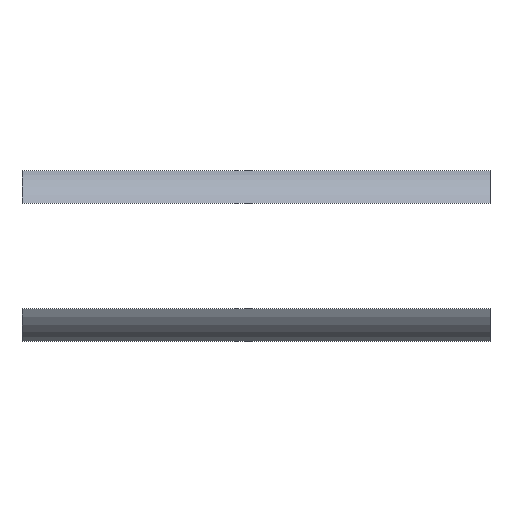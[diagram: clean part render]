
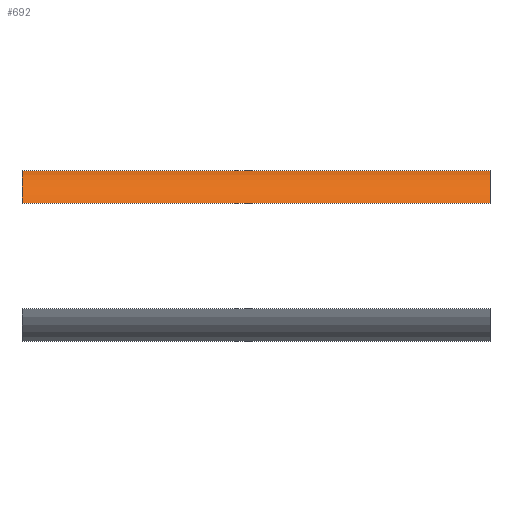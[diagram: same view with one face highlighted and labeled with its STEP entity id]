
A CAD part, front view. The second image highlights one B-rep face of the part: STEP entity #692.
In plain terms, the highlighted cylindrical face has radius 55 mm (diameter 110 mm), a partial arc.
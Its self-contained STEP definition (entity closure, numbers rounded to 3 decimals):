
#68=FACE_OUTER_BOUND('',#116,.T.);
#116=EDGE_LOOP('',(#505,#506,#507,#508));
#168=LINE('',#1095,#232);
#169=LINE('',#1101,#233);
#232=VECTOR('',#869,10.);
#233=VECTOR('',#876,10.);
#289=CIRCLE('',#766,55.);
#290=CIRCLE('',#767,55.);
#326=VERTEX_POINT('',#1089);
#328=VERTEX_POINT('',#1093);
#329=VERTEX_POINT('',#1097);
#330=VERTEX_POINT('',#1099);
#396=EDGE_CURVE('',#326,#328,#168,.T.);
#397=EDGE_CURVE('',#326,#329,#289,.T.);
#398=EDGE_CURVE('',#330,#328,#290,.T.);
#399=EDGE_CURVE('',#329,#330,#169,.T.);
#505=ORIENTED_EDGE('',*,*,#397,.F.);
#506=ORIENTED_EDGE('',*,*,#396,.T.);
#507=ORIENTED_EDGE('',*,*,#398,.F.);
#508=ORIENTED_EDGE('',*,*,#399,.F.);
#671=CYLINDRICAL_SURFACE('',#765,55.);
#692=ADVANCED_FACE('',(#68),#671,.T.);
#765=AXIS2_PLACEMENT_3D('',#1096,#870,#871);
#766=AXIS2_PLACEMENT_3D('',#1098,#872,#873);
#767=AXIS2_PLACEMENT_3D('',#1100,#874,#875);
#869=DIRECTION('',(1.,0.,0.));
#870=DIRECTION('center_axis',(1.,0.,0.));
#871=DIRECTION('ref_axis',(0.,-1.,0.));
#872=DIRECTION('center_axis',(-1.,0.,0.));
#873=DIRECTION('ref_axis',(0.,-1.,0.));
#874=DIRECTION('center_axis',(1.,0.,0.));
#875=DIRECTION('ref_axis',(0.,-1.,0.));
#876=DIRECTION('',(1.,0.,0.));
#1089=CARTESIAN_POINT('',(27.5,-181.235,50.));
#1093=CARTESIAN_POINT('',(472.5,-181.235,50.));
#1095=CARTESIAN_POINT('',(27.5,-181.235,50.));
#1096=CARTESIAN_POINT('Origin',(27.5,-130.,30.));
#1097=CARTESIAN_POINT('',(27.5,-150.,81.235));
#1098=CARTESIAN_POINT('Origin',(27.5,-130.,30.));
#1099=CARTESIAN_POINT('',(472.5,-150.,81.235));
#1100=CARTESIAN_POINT('Origin',(472.5,-130.,30.));
#1101=CARTESIAN_POINT('',(27.5,-150.,81.235));
